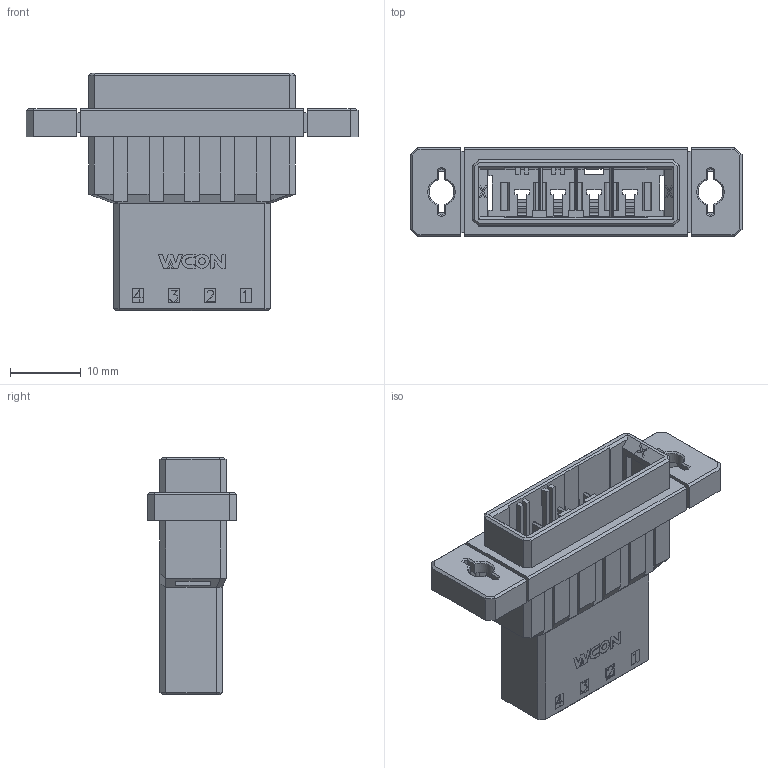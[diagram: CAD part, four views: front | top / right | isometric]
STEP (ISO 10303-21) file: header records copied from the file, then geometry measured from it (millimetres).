
FILE_DESCRIPTION( ('This file contains a STEP AP42 implementation' ,'as created by ZW3D STEP Interface translator.') ,'2;1' );
FILE_NAME( 'WD5085-1HG04B001W.stp' ,'2312 8.163724', (''), ('ZWCAD Software Co.'), 'Version 1.0', 'ZW3D to STEP translator', '' );
FILE_SCHEMA(('AUTOMOTIVE_DESIGN { 1 0 10303 214 1 1 1 1 }'));
Length unit declared in the file: millimetre
Products named in the file (2): 0; WD5085-1HG04B001W
Bounding box: 46.99 x 12.7 x 33.6 mm (x, y, z)
Volume: 4610.7 mm3; surface area: 8536.7 mm2
Topology: 1 solids, 1 shells, 1024 faces, 2833 edges, 1845 vertices
Faces by surface type: plane 958, cylinder 46, bspline 20
Full cylindrical faces by diameter (mm): 0.936 x1, 2 x1
Entity records: 34739 total; most frequent: CARTESIAN_POINT 7647, ORIENTED_EDGE 5666, DIRECTION 4883, EDGE_CURVE 2833, VECTOR 2697, LINE 2697, VERTEX_POINT 1845, AXIS2_PLACEMENT_3D 1093
